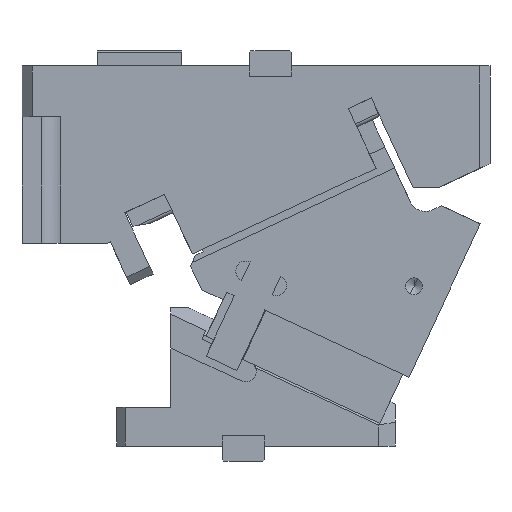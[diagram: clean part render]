
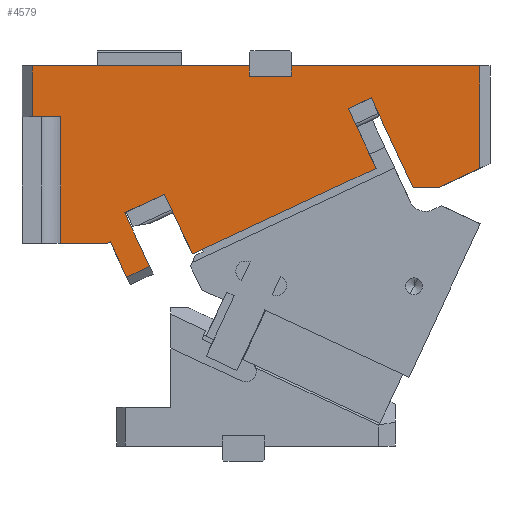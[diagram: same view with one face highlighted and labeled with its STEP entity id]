
A CAD part, front view. The second image highlights one B-rep face of the part: STEP entity #4579.
In plain terms, the highlighted planar face has unit normal (0, -1, 0).
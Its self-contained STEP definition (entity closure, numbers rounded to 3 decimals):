
#474=CARTESIAN_POINT('Vertex',(-50.,-30.,225.)) ;
#477=CARTESIAN_POINT('Line Origine',(14.25,-30.,225.)) ;
#481=CARTESIAN_POINT('Vertex',(78.5,-30.,225.)) ;
#1119=CARTESIAN_POINT('Line Origine',(99.191,-30.,139.071)) ;
#1123=CARTESIAN_POINT('Vertex',(153.57,-30.,164.428)) ;
#1125=CARTESIAN_POINT('Vertex',(44.813,-30.,113.714)) ;
#1212=CARTESIAN_POINT('Line Origine',(145.329,-30.,182.101)) ;
#1216=CARTESIAN_POINT('Vertex',(137.087,-30.,199.774)) ;
#1750=CARTESIAN_POINT('Vertex',(175.449,-30.,153.)) ;
#1753=CARTESIAN_POINT('Line Origine',(163.066,-30.,179.557)) ;
#1757=CARTESIAN_POINT('Vertex',(150.682,-30.,206.113)) ;
#1792=CARTESIAN_POINT('Vertex',(190.583,-30.,153.)) ;
#1795=CARTESIAN_POINT('Line Origine',(183.016,-30.,153.)) ;
#1819=CARTESIAN_POINT('Line Origine',(78.5,-30.,222.)) ;
#1823=CARTESIAN_POINT('Vertex',(78.5,-30.,219.)) ;
#1843=CARTESIAN_POINT('Line Origine',(91.,-30.,219.)) ;
#1847=CARTESIAN_POINT('Vertex',(103.5,-30.,219.)) ;
#2150=CARTESIAN_POINT('Line Origine',(103.5,-30.,222.)) ;
#2154=CARTESIAN_POINT('Vertex',(103.5,-30.,225.)) ;
#2245=CARTESIAN_POINT('Line Origine',(215.,-30.,194.693)) ;
#2249=CARTESIAN_POINT('Vertex',(215.,-30.,164.386)) ;
#2251=CARTESIAN_POINT('Vertex',(215.,-30.,225.)) ;
#2695=CARTESIAN_POINT('Line Origine',(159.25,-30.,225.)) ;
#2985=CARTESIAN_POINT('Line Origine',(202.792,-30.,158.693)) ;
#3072=CARTESIAN_POINT('Vertex',(4.767,-30.,138.072)) ;
#3075=CARTESIAN_POINT('Line Origine',(12.162,-30.,122.211)) ;
#3079=CARTESIAN_POINT('Vertex',(19.558,-30.,106.351)) ;
#3108=CARTESIAN_POINT('Line Origine',(12.761,-30.,103.181)) ;
#3112=CARTESIAN_POINT('Vertex',(5.964,-30.,100.012)) ;
#3156=CARTESIAN_POINT('Line Origine',(1.103,-30.,110.434)) ;
#3160=CARTESIAN_POINT('Vertex',(-3.757,-30.,120.857)) ;
#3184=CARTESIAN_POINT('Line Origine',(-4.675,-30.,120.428)) ;
#3188=CARTESIAN_POINT('Vertex',(-5.594,-30.,120.)) ;
#3261=CARTESIAN_POINT('Vertex',(-33.,-30.,195.)) ;
#3275=CARTESIAN_POINT('Vertex',(-33.,-30.,120.)) ;
#3278=CARTESIAN_POINT('Line Origine',(-33.,-30.,157.5)) ;
#3345=CARTESIAN_POINT('Vertex',(-50.,-30.,195.)) ;
#3348=CARTESIAN_POINT('Line Origine',(-50.,-30.,210.)) ;
#3572=CARTESIAN_POINT('Line Origine',(-41.5,-30.,195.)) ;
#3826=CARTESIAN_POINT('Line Origine',(-19.297,-30.,120.)) ;
#4484=CARTESIAN_POINT('Line Origine',(143.885,-30.,202.944)) ;
#4493=CARTESIAN_POINT('Vertex',(28.331,-30.,149.06)) ;
#4496=CARTESIAN_POINT('Line Origine',(16.549,-30.,143.566)) ;
#4534=CARTESIAN_POINT('Line Origine',(36.572,-30.,131.387)) ;
#4550=CARTESIAN_POINT('Axis2P3D Location',(215.28,-30.,131.47)) ;
#478=DIRECTION('Vector Direction',(-1.,0.,0.)) ;
#1120=DIRECTION('Vector Direction',(-0.906,0.,-0.423)) ;
#1213=DIRECTION('Vector Direction',(-0.423,0.,0.906)) ;
#1754=DIRECTION('Vector Direction',(-0.423,0.,0.906)) ;
#1796=DIRECTION('Vector Direction',(1.,0.,0.)) ;
#1820=DIRECTION('Vector Direction',(0.,0.,1.)) ;
#1844=DIRECTION('Vector Direction',(-1.,0.,0.)) ;
#2151=DIRECTION('Vector Direction',(0.,0.,1.)) ;
#2246=DIRECTION('Vector Direction',(0.,0.,1.)) ;
#2696=DIRECTION('Vector Direction',(-1.,0.,0.)) ;
#2986=DIRECTION('Vector Direction',(-0.906,0.,-0.423)) ;
#3076=DIRECTION('Vector Direction',(0.423,0.,-0.906)) ;
#3109=DIRECTION('Vector Direction',(0.906,0.,0.423)) ;
#3157=DIRECTION('Vector Direction',(0.423,0.,-0.906)) ;
#3185=DIRECTION('Vector Direction',(-0.906,0.,-0.423)) ;
#3279=DIRECTION('Vector Direction',(0.,0.,-1.)) ;
#3349=DIRECTION('Vector Direction',(0.,0.,-1.)) ;
#3573=DIRECTION('Vector Direction',(-1.,0.,0.)) ;
#3827=DIRECTION('Vector Direction',(1.,0.,0.)) ;
#4485=DIRECTION('Vector Direction',(0.906,0.,0.423)) ;
#4497=DIRECTION('Vector Direction',(0.906,0.,0.423)) ;
#4535=DIRECTION('Vector Direction',(-0.423,0.,0.906)) ;
#4551=DIRECTION('Axis2P3D Direction',(0.,1.,0.)) ;
#4552=DIRECTION('Axis2P3D XDirection',(0.,0.,1.)) ;
#4553=AXIS2_PLACEMENT_3D('Plane Axis2P3D',#4550,#4551,#4552) ;
#4556=ORIENTED_EDGE('',*,*,#4538,.F.) ;
#4557=ORIENTED_EDGE('',*,*,#1127,.F.) ;
#4558=ORIENTED_EDGE('',*,*,#1218,.T.) ;
#4559=ORIENTED_EDGE('',*,*,#4488,.T.) ;
#4560=ORIENTED_EDGE('',*,*,#1759,.F.) ;
#4561=ORIENTED_EDGE('',*,*,#1799,.T.) ;
#4562=ORIENTED_EDGE('',*,*,#2989,.F.) ;
#4563=ORIENTED_EDGE('',*,*,#2253,.T.) ;
#4564=ORIENTED_EDGE('',*,*,#2699,.T.) ;
#4565=ORIENTED_EDGE('',*,*,#2156,.F.) ;
#4566=ORIENTED_EDGE('',*,*,#1849,.T.) ;
#4567=ORIENTED_EDGE('',*,*,#1825,.T.) ;
#4568=ORIENTED_EDGE('',*,*,#483,.T.) ;
#4569=ORIENTED_EDGE('',*,*,#3352,.T.) ;
#4570=ORIENTED_EDGE('',*,*,#3576,.F.) ;
#4571=ORIENTED_EDGE('',*,*,#3282,.T.) ;
#4572=ORIENTED_EDGE('',*,*,#3830,.T.) ;
#4573=ORIENTED_EDGE('',*,*,#3190,.F.) ;
#4574=ORIENTED_EDGE('',*,*,#3162,.T.) ;
#4575=ORIENTED_EDGE('',*,*,#3114,.T.) ;
#4576=ORIENTED_EDGE('',*,*,#3081,.F.) ;
#4577=ORIENTED_EDGE('',*,*,#4500,.T.) ;
#479=VECTOR('Line Direction',#478,1.) ;
#1121=VECTOR('Line Direction',#1120,1.) ;
#1214=VECTOR('Line Direction',#1213,1.) ;
#1755=VECTOR('Line Direction',#1754,1.) ;
#1797=VECTOR('Line Direction',#1796,1.) ;
#1821=VECTOR('Line Direction',#1820,1.) ;
#1845=VECTOR('Line Direction',#1844,1.) ;
#2152=VECTOR('Line Direction',#2151,1.) ;
#2247=VECTOR('Line Direction',#2246,1.) ;
#2697=VECTOR('Line Direction',#2696,1.) ;
#2987=VECTOR('Line Direction',#2986,1.) ;
#3077=VECTOR('Line Direction',#3076,1.) ;
#3110=VECTOR('Line Direction',#3109,1.) ;
#3158=VECTOR('Line Direction',#3157,1.) ;
#3186=VECTOR('Line Direction',#3185,1.) ;
#3280=VECTOR('Line Direction',#3279,1.) ;
#3350=VECTOR('Line Direction',#3349,1.) ;
#3574=VECTOR('Line Direction',#3573,1.) ;
#3828=VECTOR('Line Direction',#3827,1.) ;
#4486=VECTOR('Line Direction',#4485,1.) ;
#4498=VECTOR('Line Direction',#4497,1.) ;
#4536=VECTOR('Line Direction',#4535,1.) ;
#4579=ADVANCED_FACE('CAM HOLDER',(#4578),#4554,.F.) ;
#483=EDGE_CURVE('',#482,#475,#480,.T.) ;
#1127=EDGE_CURVE('',#1124,#1126,#1122,.T.) ;
#1218=EDGE_CURVE('',#1124,#1217,#1215,.T.) ;
#1759=EDGE_CURVE('',#1751,#1758,#1756,.T.) ;
#1799=EDGE_CURVE('',#1751,#1793,#1798,.T.) ;
#1825=EDGE_CURVE('',#1824,#482,#1822,.T.) ;
#1849=EDGE_CURVE('',#1848,#1824,#1846,.T.) ;
#2156=EDGE_CURVE('',#1848,#2155,#2153,.T.) ;
#2253=EDGE_CURVE('',#2250,#2252,#2248,.T.) ;
#2699=EDGE_CURVE('',#2252,#2155,#2698,.T.) ;
#2989=EDGE_CURVE('',#2250,#1793,#2988,.T.) ;
#3081=EDGE_CURVE('',#3073,#3080,#3078,.T.) ;
#3114=EDGE_CURVE('',#3113,#3080,#3111,.T.) ;
#3162=EDGE_CURVE('',#3161,#3113,#3159,.T.) ;
#3190=EDGE_CURVE('',#3161,#3189,#3187,.T.) ;
#3282=EDGE_CURVE('',#3262,#3276,#3281,.T.) ;
#3352=EDGE_CURVE('',#475,#3346,#3351,.T.) ;
#3576=EDGE_CURVE('',#3262,#3346,#3575,.T.) ;
#3830=EDGE_CURVE('',#3276,#3189,#3829,.T.) ;
#4488=EDGE_CURVE('',#1217,#1758,#4487,.T.) ;
#4500=EDGE_CURVE('',#3073,#4494,#4499,.T.) ;
#4538=EDGE_CURVE('',#1126,#4494,#4537,.T.) ;
#4555=EDGE_LOOP('',(#4556,#4557,#4558,#4559,#4560,#4561,#4562,#4563,#4564,#4565,#4566,#4567,#4568,#4569,#4570,#4571,#4572,#4573,#4574,#4575,#4576,#4577)) ;
#4578=FACE_OUTER_BOUND('',#4555,.T.) ;
#480=LINE('Line',#477,#479) ;
#1122=LINE('Line',#1119,#1121) ;
#1215=LINE('Line',#1212,#1214) ;
#1756=LINE('Line',#1753,#1755) ;
#1798=LINE('Line',#1795,#1797) ;
#1822=LINE('Line',#1819,#1821) ;
#1846=LINE('Line',#1843,#1845) ;
#2153=LINE('Line',#2150,#2152) ;
#2248=LINE('Line',#2245,#2247) ;
#2698=LINE('Line',#2695,#2697) ;
#2988=LINE('Line',#2985,#2987) ;
#3078=LINE('Line',#3075,#3077) ;
#3111=LINE('Line',#3108,#3110) ;
#3159=LINE('Line',#3156,#3158) ;
#3187=LINE('Line',#3184,#3186) ;
#3281=LINE('Line',#3278,#3280) ;
#3351=LINE('Line',#3348,#3350) ;
#3575=LINE('Line',#3572,#3574) ;
#3829=LINE('Line',#3826,#3828) ;
#4487=LINE('Line',#4484,#4486) ;
#4499=LINE('Line',#4496,#4498) ;
#4537=LINE('Line',#4534,#4536) ;
#4554=PLANE('Plane',#4553) ;
#475=VERTEX_POINT('',#474) ;
#482=VERTEX_POINT('',#481) ;
#1124=VERTEX_POINT('',#1123) ;
#1126=VERTEX_POINT('',#1125) ;
#1217=VERTEX_POINT('',#1216) ;
#1751=VERTEX_POINT('',#1750) ;
#1758=VERTEX_POINT('',#1757) ;
#1793=VERTEX_POINT('',#1792) ;
#1824=VERTEX_POINT('',#1823) ;
#1848=VERTEX_POINT('',#1847) ;
#2155=VERTEX_POINT('',#2154) ;
#2250=VERTEX_POINT('',#2249) ;
#2252=VERTEX_POINT('',#2251) ;
#3073=VERTEX_POINT('',#3072) ;
#3080=VERTEX_POINT('',#3079) ;
#3113=VERTEX_POINT('',#3112) ;
#3161=VERTEX_POINT('',#3160) ;
#3189=VERTEX_POINT('',#3188) ;
#3262=VERTEX_POINT('',#3261) ;
#3276=VERTEX_POINT('',#3275) ;
#3346=VERTEX_POINT('',#3345) ;
#4494=VERTEX_POINT('',#4493) ;
